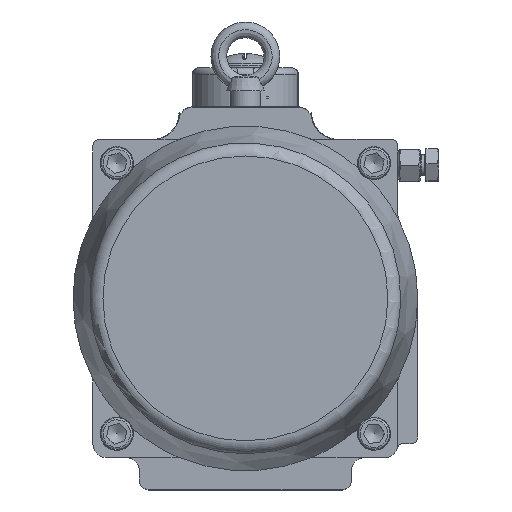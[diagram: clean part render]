
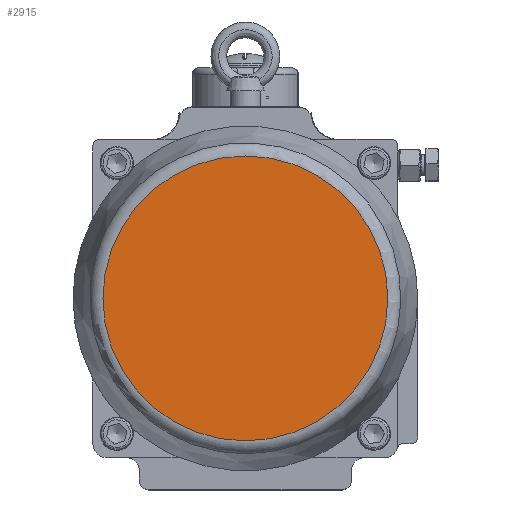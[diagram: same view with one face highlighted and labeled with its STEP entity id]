
A CAD part, front view. The second image highlights one B-rep face of the part: STEP entity #2915.
In plain terms, the highlighted planar face has unit normal (0, -1, 0).
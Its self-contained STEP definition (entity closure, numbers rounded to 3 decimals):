
#1261=FACE_OUTER_BOUND('',#9372,.T.);
#2182=PLANE('',#22499);
#2915=ADVANCED_FACE('',(#1261),#2182,.T.);
#7471=CIRCLE('',#22498,107.458);
#9372=EDGE_LOOP('',(#11412));
#11412=ORIENTED_EDGE('',*,*,#19017,.T.);
#16903=VERTEX_POINT('',#32634);
#19017=EDGE_CURVE('',#16903,#16903,#7471,.T.);
#22498=AXIS2_PLACEMENT_3D('',#32633,#25416,#25417);
#22499=AXIS2_PLACEMENT_3D('',#32635,#25418,#25419);
#25416=DIRECTION('',(0.,-1.,0.));
#25417=DIRECTION('',(0.,0.,-1.));
#25418=DIRECTION('',(0.,-1.,0.));
#25419=DIRECTION('',(0.,0.,-1.));
#32633=CARTESIAN_POINT('',(0.,-91.,0.));
#32634=CARTESIAN_POINT('',(0.,-91.,-107.458));
#32635=CARTESIAN_POINT('',(0.,-91.,0.));
